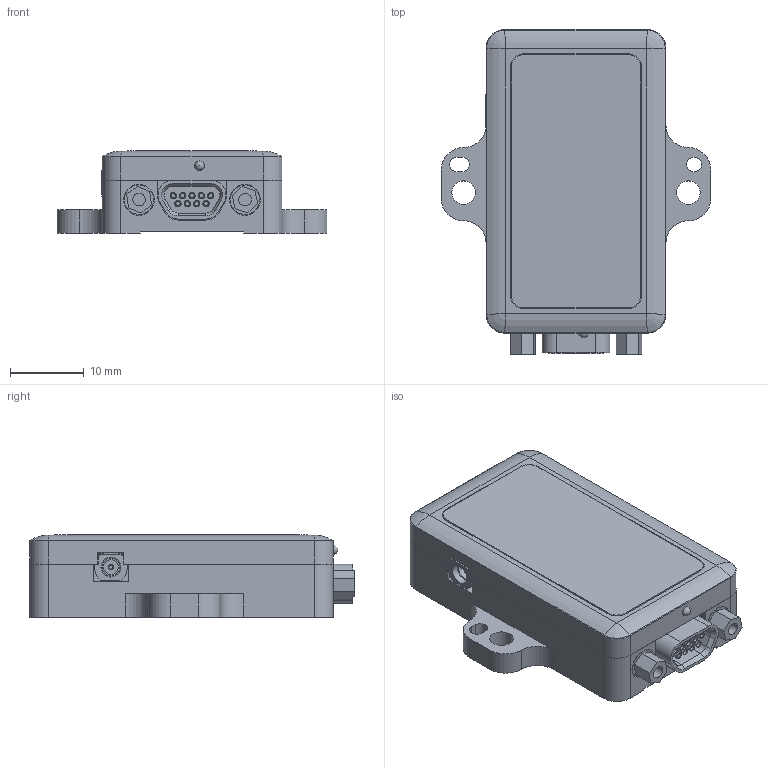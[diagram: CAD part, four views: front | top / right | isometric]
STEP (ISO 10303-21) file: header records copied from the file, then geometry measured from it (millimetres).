
FILE_DESCRIPTION(/* description */ (''),/* implementation_level */ '2;1');
FILE_NAME(/* name */ '3065-0154.stp',/* time_stamp */ '2016-04-21T13:24:21-04:00',/* author */ ('chad_thelen'),/* organization */ (''),/* preprocessor_version */ 'ST-DEVELOPER v15.6',/* originating_system */ 'Autodesk Inventor 2015',/* authorisation */ 'G King');
FILE_SCHEMA (('AUTOMOTIVE_DESIGN { 1 0 10303 214 3 1 1 }'));
Length unit declared in the file: inch
Products named in the file (9): 3065-0129; 3065-7115; 3065-0130; 3065-0149; 9100-0146; 9100-0216; 3065-0131; 9104-0011; 3065-0154
Assembly tree (15 placements, depth 2):
  3065-0154
    3065-0129
    3065-7115
    3065-0130
    3065-0149
    9100-0146  x4
    9100-0216  x4
    3065-0131
    9104-0011  x2
Bounding box: 36.58 x 44.04 x 11.18 mm (x, y, z)
Volume: 6013.9 mm3; surface area: 11951.4 mm2
Topology: 29 solids, 29 shells, 1492 faces, 4444 edges, 3074 vertices
Faces by surface type: plane 636, cylinder 617, bspline 97, cone 88, torus 53, sphere 1
Full cylindrical faces by diameter (mm): 0.254 x12, 0.483 x9, 0.508 x36, 0.589 x9, 0.7 x2, 0.846 x9, 0.864 x9, 0.965 x9, 1.016 x9, 1.194 x4, 1.27 x1, 1.3 x5, 1.45 x4, 1.524 x104, 1.702 x6, 2 x2, 2.019 x1, 2.184 x4, 2.4 x1, 2.413 x2, 2.6 x4, 2.7 x1, 2.946 x2, 3.175 x4, 3.988 x2, 4.191 x2
Entity records: 37717 total; most frequent: CARTESIAN_POINT 13020, ORIENTED_EDGE 4950, DIRECTION 4706, EDGE_CURVE 2475, VERTEX_POINT 1801, AXIS2_PLACEMENT_3D 1595, LINE 1516, VECTOR 1516
